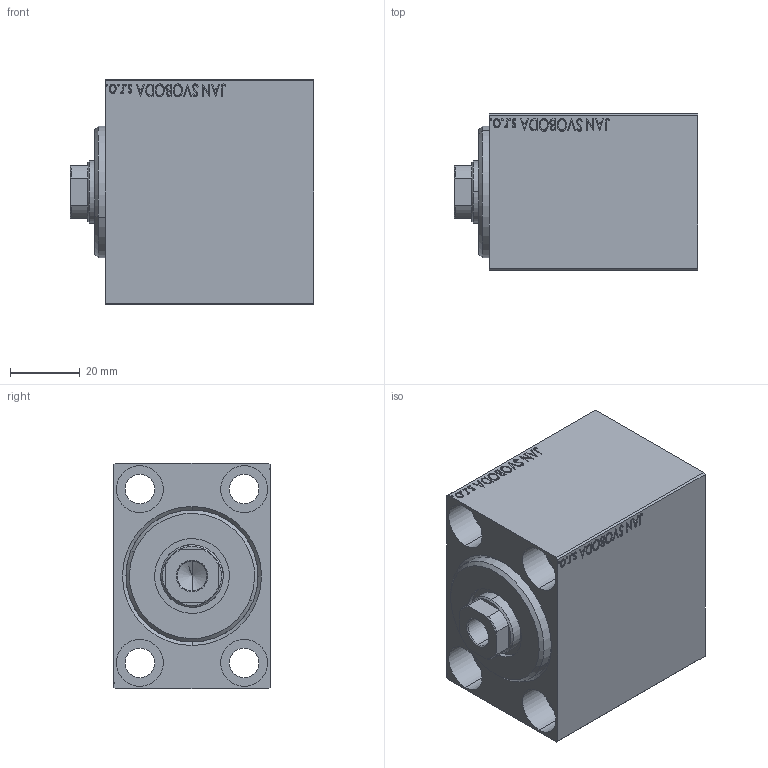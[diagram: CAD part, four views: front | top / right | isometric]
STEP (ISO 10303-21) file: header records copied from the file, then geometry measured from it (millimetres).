
FILE_DESCRIPTION (( 'STEP AP203' ), '1' );
FILE_NAME ('a00d.STEP', '2024-02-12T00:57:48', ( '' ), ( '' ), 'SwSTEP 2.0', 'SolidWorks 2019', '' );
FILE_SCHEMA (( 'CONFIG_CONTROL_DESIGN' ));
Length unit declared in the file: millimetre
Products named in the file (4): V450CM_C_Body 32e41468d8b3b16794dc7a667d47973a; V450CM_VC_B 32e41468d8b3b16794dc7a667d47973a; V450CM_C_VCP 32e41468d8b3b16794dc7a667d47973a; a00d
Assembly tree (3 placements, depth 2):
  a00d
    V450CM_C_Body 32e41468d8b3b16794dc7a667d47973a
    V450CM_C_VCP 32e41468d8b3b16794dc7a667d47973a
    V450CM_VC_B 32e41468d8b3b16794dc7a667d47973a
Bounding box: 70 x 45 x 65 mm (x, y, z)
Volume: 153236.4 mm3; surface area: 42342.1 mm2
Topology: 3 solids, 3 shells, 863 faces, 2217 edges, 1470 vertices
Faces by surface type: plane 409, bspline 380, cylinder 60, cone 14
Entity records: 44059 total; most frequent: CARTESIAN_POINT 25136, ORIENTED_EDGE 4430, DIRECTION 2553, EDGE_CURVE 2215, VERTEX_POINT 1470, LINE 1307, VECTOR 1307, EDGE_LOOP 989
